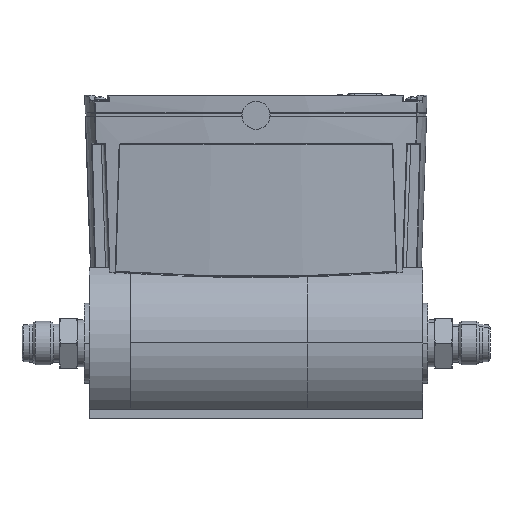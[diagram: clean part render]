
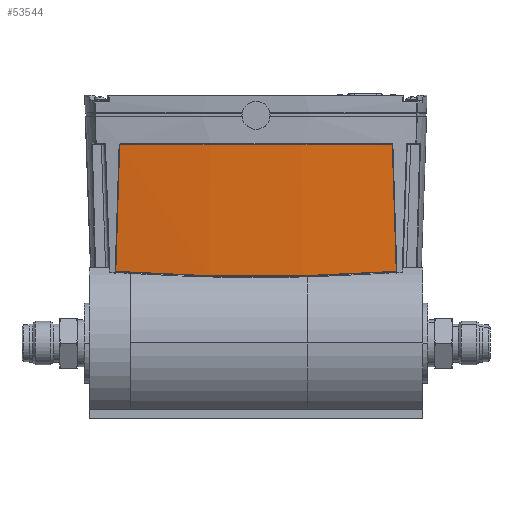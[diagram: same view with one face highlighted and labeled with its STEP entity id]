
A CAD part, top view. The second image highlights one B-rep face of the part: STEP entity #53544.
In plain terms, the highlighted cylindrical face has radius 685.838 mm (diameter 1371.68 mm), a partial arc.
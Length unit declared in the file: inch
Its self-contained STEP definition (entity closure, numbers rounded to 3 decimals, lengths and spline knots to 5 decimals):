
#163 = CARTESIAN_POINT ( 'NONE',  ( 8.10878, 3.972, 1.00945 ) ) ;
#354 = CARTESIAN_POINT ( 'NONE',  ( 8.11263, 3.972, 1.00984 ) ) ;
#357 = CARTESIAN_POINT ( 'NONE',  ( 8.09466, 3.96625, 1.00783 ) ) ;
#2158 = CARTESIAN_POINT ( 'NONE',  ( 10.80651, 1.29877, 1.10062 ) ) ;
#2560 = EDGE_CURVE ( 'NONE', #17824, #9968, #15606, .T. ) ;
#4760 = CARTESIAN_POINT ( 'NONE',  ( 8.08314, 3.9508, 1.00613 ) ) ;
#5824 = CARTESIAN_POINT ( 'NONE',  ( 13.50038, 3.972, 1.00984 ) ) ;
#6584 = CARTESIAN_POINT ( 'NONE',  ( 13.6083, 1.43349, 0.91108 ) ) ;
#6854 = B_SPLINE_CURVE_WITH_KNOTS ( 'NONE', 3,
 ( #12112, #38305, #47066, #20937 ),
 .UNSPECIFIED., .F., .F.,
 ( 4, 4 ),
 ( 0., 0.06382 ),
 .UNSPECIFIED. ) ;
#7456 = EDGE_CURVE ( 'NONE', #9968, #11479, #21900, .T. ) ;
#7674 = DIRECTION ( 'NONE',  ( 0., 0.999, 0.035 ) ) ;
#9077 = CARTESIAN_POINT ( 'NONE',  ( 13.52605, 3.95772, 1.00676 ) ) ;
#9685 = VERTEX_POINT ( 'NONE', #354 ) ;
#9968 = VERTEX_POINT ( 'NONE', #11272 ) ;
#10253 = CARTESIAN_POINT ( 'NONE',  ( 10.80651, 3.97215, 1.18935 ) ) ;
#10633 = CARTESIAN_POINT ( 'NONE',  ( 8.00471, 1.43349, 0.91108 ) ) ;
#10731 = CARTESIAN_POINT ( 'NONE',  ( 13.55618, 3.10654, 0.97429 ) ) ;
#11272 = CARTESIAN_POINT ( 'NONE',  ( 13.53011, 3.94306, 1.00584 ) ) ;
#11479 = VERTEX_POINT ( 'NONE', #33646 ) ;
#11489 = ORIENTED_EDGE ( 'NONE', *, *, #38410, .T. ) ;
#12112 = CARTESIAN_POINT ( 'NONE',  ( 8.0829, 3.94306, 1.00584 ) ) ;
#13436 = CARTESIAN_POINT ( 'NONE',  ( 13.51563, 3.9689, 1.0082 ) ) ;
#14639 = CARTESIAN_POINT ( 'NONE',  ( 8.11263, 3.972, 1.00984 ) ) ;
#15124 = CARTESIAN_POINT ( 'NONE',  ( 13.53011, 3.94306, 1.00584 ) ) ;
#15606 = B_SPLINE_CURVE_WITH_KNOTS ( 'NONE', 3,
 ( #23757, #49847, #10731, #15124 ),
 .UNSPECIFIED., .F., .F.,
 ( 4, 4 ),
 ( 0., 0.06382 ),
 .UNSPECIFIED. ) ;
#17824 = VERTEX_POINT ( 'NONE', #45937 ) ;
#17885 = CARTESIAN_POINT ( 'NONE',  ( 13.50038, 3.972, 1.00984 ) ) ;
#20937 = CARTESIAN_POINT ( 'NONE',  ( 8.00471, 1.43349, 0.91108 ) ) ;
#21900 = B_SPLINE_CURVE_WITH_KNOTS ( 'NONE', 3,
 ( #22061, #48199, #35241, #9077, #39634, #13436, #44005, #17885 ),
 .UNSPECIFIED., .F., .F.,
 ( 4, 2, 2, 4 ),
 ( 0., 0.00029, 0.00058, 0.00116 ),
 .UNSPECIFIED. ) ;
#22061 = CARTESIAN_POINT ( 'NONE',  ( 13.53011, 3.94306, 1.00584 ) ) ;
#22518 = VERTEX_POINT ( 'NONE', #23895 ) ;
#23757 = CARTESIAN_POINT ( 'NONE',  ( 13.6083, 1.43349, 0.91108 ) ) ;
#23895 = CARTESIAN_POINT ( 'NONE',  ( 8.00471, 1.43349, 0.91108 ) ) ;
#24765 = CYLINDRICAL_SURFACE ( 'NONE', #41783, 27.0015 ) ;
#24975 = ORIENTED_EDGE ( 'NONE', *, *, #42344, .T. ) ;
#25490 = DIRECTION ( 'NONE',  ( 1., 0., 0. ) ) ;
#26604 = CARTESIAN_POINT ( 'NONE',  ( 8.09791, 3.96838, 1.00823 ) ) ;
#30867 = B_SPLINE_CURVE_WITH_KNOTS ( 'NONE', 3,
 ( #43951, #163, #52675, #26604, #357, #31001, #4760, #35379 ),
 .UNSPECIFIED., .F., .F.,
 ( 4, 2, 2, 4 ),
 ( 0., 0.00029, 0.00058, 0.00116 ),
 .UNSPECIFIED. ) ;
#31001 = CARTESIAN_POINT ( 'NONE',  ( 8.08647, 3.95828, 1.00673 ) ) ;
#31320 = EDGE_LOOP ( 'NONE', ( #11489, #24975, #43851, #43523, #54678, #51006 ) ) ;
#31619 = FACE_OUTER_BOUND ( 'NONE', #31320, .T. ) ;
#31692 = CARTESIAN_POINT ( 'NONE',  ( 12.60242, 3.97206, 1.09993 ) ) ;
#32832 = CARTESIAN_POINT ( 'NONE',  ( 12.67437, 1.36603, 1.00625 ) ) ;
#33646 = CARTESIAN_POINT ( 'NONE',  ( 13.50038, 3.972, 1.00984 ) ) ;
#33871 = CARTESIAN_POINT ( 'NONE',  ( 8.0829, 3.94306, 1.00584 ) ) ;
#35241 = CARTESIAN_POINT ( 'NONE',  ( 13.52913, 3.9507, 1.0062 ) ) ;
#35379 = CARTESIAN_POINT ( 'NONE',  ( 8.0829, 3.94306, 1.00584 ) ) ;
#37439 = B_SPLINE_CURVE_WITH_KNOTS ( 'NONE', 3,
 ( #10633, #50115, #2158, #32832, #6584 ),
 .UNSPECIFIED., .F., .F.,
 ( 4, 1, 4 ),
 ( 0., 0.07117, 0.14233 ),
 .UNSPECIFIED. ) ;
#38305 = CARTESIAN_POINT ( 'NONE',  ( 8.05683, 3.10654, 0.97429 ) ) ;
#38410 = EDGE_CURVE ( 'NONE', #43801, #22518, #6854, .T. ) ;
#39634 = CARTESIAN_POINT ( 'NONE',  ( 13.52383, 3.96092, 1.00709 ) ) ;
#40840 = CARTESIAN_POINT ( 'NONE',  ( 9.01059, 3.97206, 1.09993 ) ) ;
#41389 = B_SPLINE_CURVE_WITH_KNOTS ( 'NONE', 3,
 ( #5824, #31692, #10253, #40840, #14639 ),
 .UNSPECIFIED., .F., .F.,
 ( 4, 1, 4 ),
 ( 0., 0.06842, 0.13685 ),
 .UNSPECIFIED. ) ;
#41783 = AXIS2_PLACEMENT_3D ( 'NONE', #55773, #7674, #25490 ) ;
#42344 = EDGE_CURVE ( 'NONE', #22518, #17824, #37439, .T. ) ;
#43523 = ORIENTED_EDGE ( 'NONE', *, *, #7456, .T. ) ;
#43801 = VERTEX_POINT ( 'NONE', #33871 ) ;
#43851 = ORIENTED_EDGE ( 'NONE', *, *, #2560, .T. ) ;
#43951 = CARTESIAN_POINT ( 'NONE',  ( 8.11263, 3.972, 1.00984 ) ) ;
#44005 = CARTESIAN_POINT ( 'NONE',  ( 13.50809, 3.972, 1.00906 ) ) ;
#45937 = CARTESIAN_POINT ( 'NONE',  ( 13.6083, 1.43349, 0.91108 ) ) ;
#47066 = CARTESIAN_POINT ( 'NONE',  ( 8.03077, 2.27002, 0.94271 ) ) ;
#47520 = EDGE_CURVE ( 'NONE', #9685, #43801, #30867, .T. ) ;
#48199 = CARTESIAN_POINT ( 'NONE',  ( 13.52999, 3.94693, 1.00598 ) ) ;
#49847 = CARTESIAN_POINT ( 'NONE',  ( 13.58224, 2.27002, 0.94271 ) ) ;
#50115 = CARTESIAN_POINT ( 'NONE',  ( 8.93865, 1.36603, 1.00625 ) ) ;
#51006 = ORIENTED_EDGE ( 'NONE', *, *, #47520, .T. ) ;
#52675 = CARTESIAN_POINT ( 'NONE',  ( 8.105, 3.97126, 1.00905 ) ) ;
#53544 = ADVANCED_FACE ( 'NONE', ( #31619 ), #24765, .T. ) ;
#54344 = EDGE_CURVE ( 'NONE', #11479, #9685, #41389, .T. ) ;
#54678 = ORIENTED_EDGE ( 'NONE', *, *, #54344, .T. ) ;
#55773 = CARTESIAN_POINT ( 'NONE',  ( 10.80651, 2.26513, -25.93195 ) ) ;
